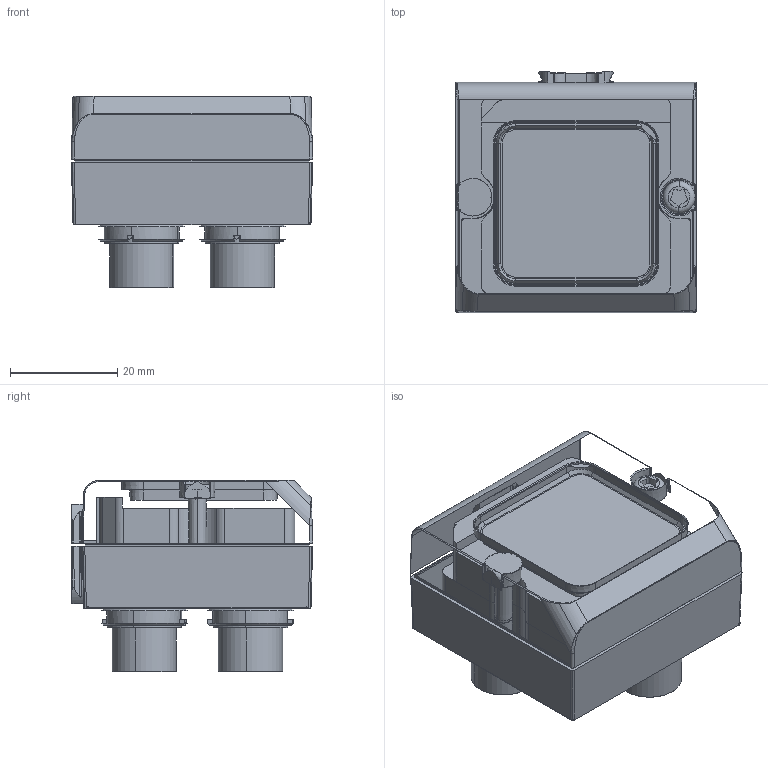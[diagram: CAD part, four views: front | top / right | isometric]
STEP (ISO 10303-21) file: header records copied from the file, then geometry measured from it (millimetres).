
FILE_DESCRIPTION(/* description */ (''),/* implementation_level */ '2;1');
FILE_NAME(/* name */ 'SBAL-C6-A-_3D-CAD.stp',/* time_stamp */ '2021-10-07T16:13:30-04:00',/* author */ ('us0alz'),/* organization */ (''),/* preprocessor_version */ 'ST-DEVELOPER v16.5',/* originating_system */ 'Autodesk Inventor 2017',/* authorisation */ ', , ');
FILE_SCHEMA (('AUTOMOTIVE_DESIGN { 1 0 10303 214 3 1 1 }'));
Length unit declared in the file: millimetre
Products named in the file (1): SBAL-C6-A-_3D-CAD
Bounding box: 45 x 45 x 35.7 mm (x, y, z)
Surface area: 17023.5 mm2 (no closed solid volume)
Topology: 0 solids, 457 shells, 457 faces, 2045 edges, 2043 vertices
Faces by surface type: plane 178, cylinder 170, cone 56, torus 32, bspline 21
Full cylindrical faces by diameter (mm): 0.4 x2
Entity records: 29597 total; most frequent: CARTESIAN_POINT 13298, DIRECTION 3184, ORIENTED_EDGE 2044, EDGE_CURVE 2043, VERTEX_POINT 2042, LINE 1086, VECTOR 1086, AXIS2_PLACEMENT_3D 1049
